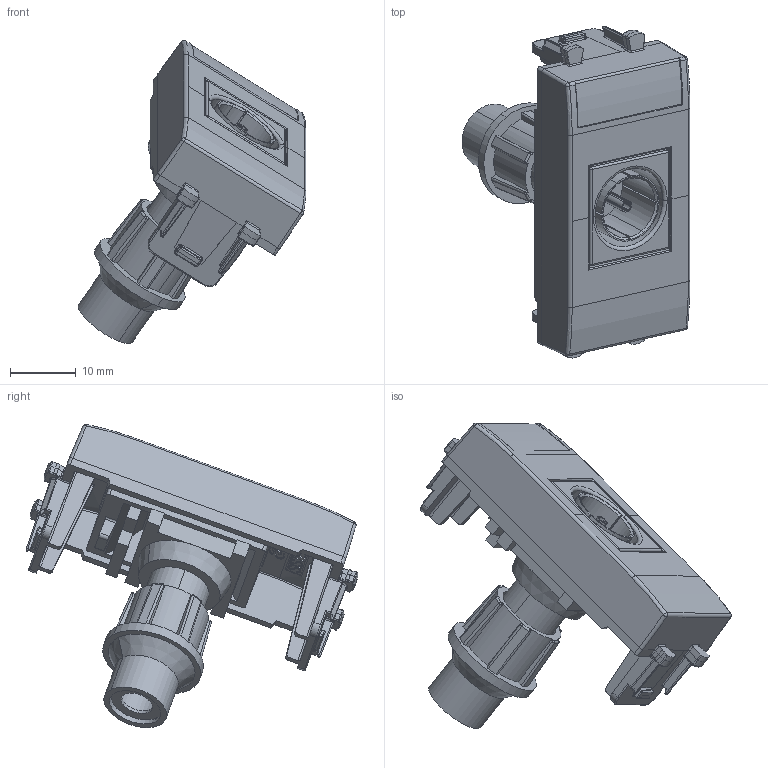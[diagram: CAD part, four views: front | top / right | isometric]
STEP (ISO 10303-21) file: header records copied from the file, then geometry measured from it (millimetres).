
FILE_DESCRIPTION(('CATIA V5 STEP Exchange'),'2;1');
FILE_NAME('441096IF.stp','2024-03-07T14:48:58+00:00',('none'),('none'),'CATIA Version 5-6 Release 2016 SP6','CATIA V5 STEP AP203','none');
FILE_SCHEMA(('CONFIG_CONTROL_DESIGN'));
Products named in the file (1): 441096IF
Assembly tree (2 placements, depth 2):
  441096IF
    #57
    #44944
Bounding box: 34.76 x 50.64 x 46.26 mm (x, y, z)
Volume: 8169.8 mm3; surface area: 11049.9 mm2
Topology: 3 solids, 3 shells, 1375 faces, 3670 edges, 2278 vertices
Faces by surface type: plane 809, cylinder 341, bspline 94, sphere 48, cone 40, extrusion 26, torus 17
Entity records: 51281 total; most frequent: CARTESIAN_POINT 21508, ORIENTED_EDGE 7228, DIRECTION 4308, EDGE_CURVE 3614, VERTEX_POINT 2278, VECTOR 1660, LINE 1634, AXIS2_PLACEMENT_3D 1584
